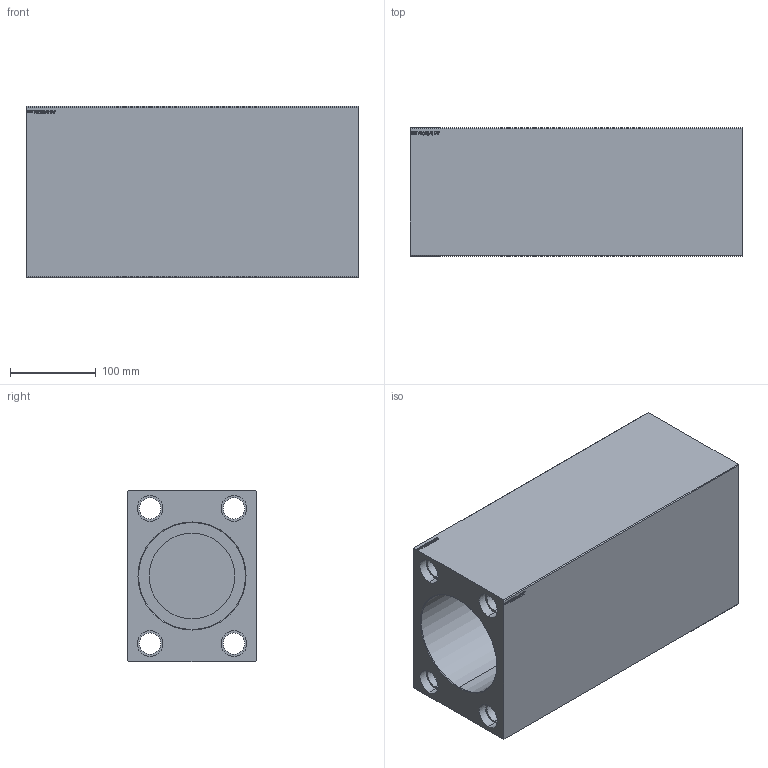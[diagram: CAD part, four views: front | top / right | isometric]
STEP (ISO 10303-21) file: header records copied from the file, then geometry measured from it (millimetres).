
FILE_DESCRIPTION (( 'STEP AP203' ), '1' );
FILE_NAME ('1527.STEP', '2022-06-02T18:15:48', ( '' ), ( '' ), 'SwSTEP 2.0', 'SolidWorks 2019', '' );
FILE_SCHEMA (( 'CONFIG_CONTROL_DESIGN' ));
Length unit declared in the file: millimetre
Products named in the file (1): 1527
Bounding box: 388 x 150 x 200 mm (x, y, z)
Volume: 7952049.7 mm3; surface area: 553948.2 mm2
Topology: 1 solids, 1 shells, 819 faces, 2110 edges, 1406 vertices
Faces by surface type: plane 395, bspline 380, cylinder 42, cone 2
Entity records: 42363 total; most frequent: CARTESIAN_POINT 24812, ORIENTED_EDGE 4220, DIRECTION 2316, EDGE_CURVE 2110, VERTEX_POINT 1406, LINE 1264, VECTOR 1264, EDGE_LOOP 940
